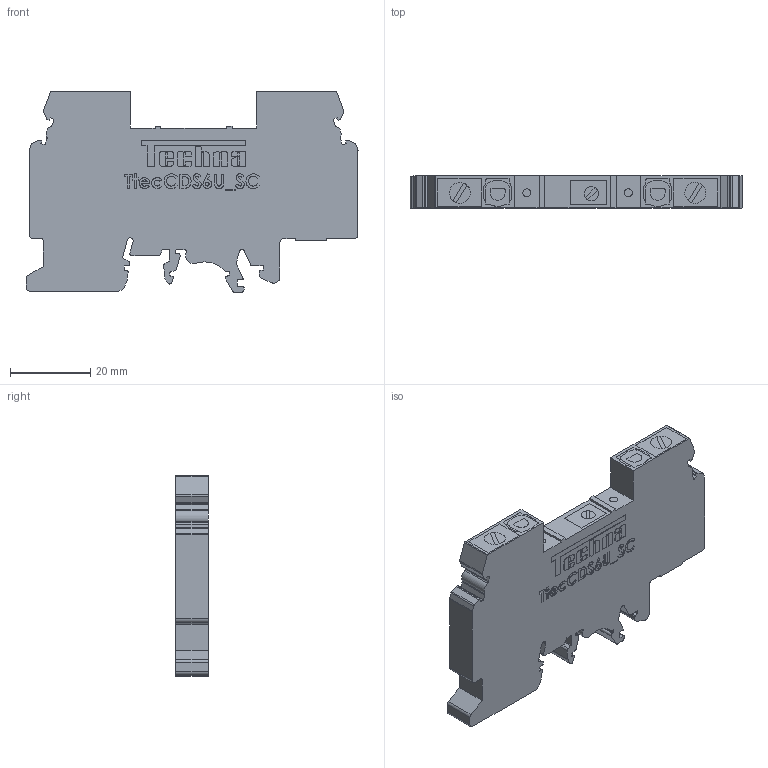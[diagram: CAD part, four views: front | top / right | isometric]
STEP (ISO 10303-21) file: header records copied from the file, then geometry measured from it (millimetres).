
FILE_DESCRIPTION (( 'STEP AP214' ), '1' );
FILE_NAME ('TtecCDS6U_SC.STEP', '2020-10-19T09:51:59', ( '' ), ( '' ), 'SwSTEP 2.0', 'SolidWorks 2020', '' );
FILE_SCHEMA (( 'AUTOMOTIVE_DESIGN' ));
Length unit declared in the file: millimetre
Products named in the file (1): TtecCDS6U_SC
Bounding box: 82.8 x 8 x 50.11 mm (x, y, z)
Volume: 25156.6 mm3; surface area: 9276.4 mm2
Topology: 1 solids, 1 shells, 853 faces, 2367 edges, 1574 vertices
Faces by surface type: plane 434, cylinder 263, bspline 156
Entity records: 41840 total; most frequent: CARTESIAN_POINT 14327, ORIENTED_EDGE 4734, DIRECTION 3981, EDGE_CURVE 2367, VERTEX_POINT 1574, LINE 1525, VECTOR 1525, AXIS2_PLACEMENT_3D 1228
